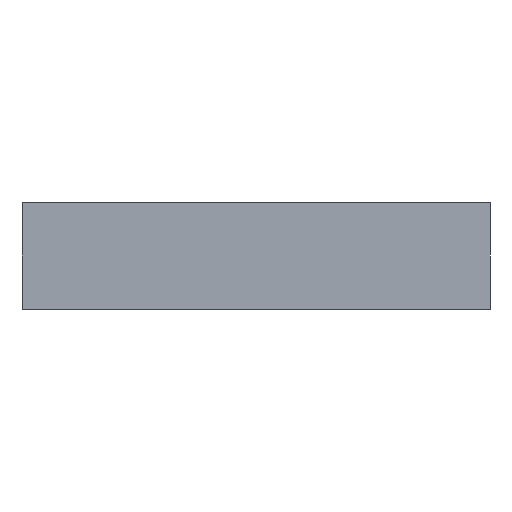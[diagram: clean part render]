
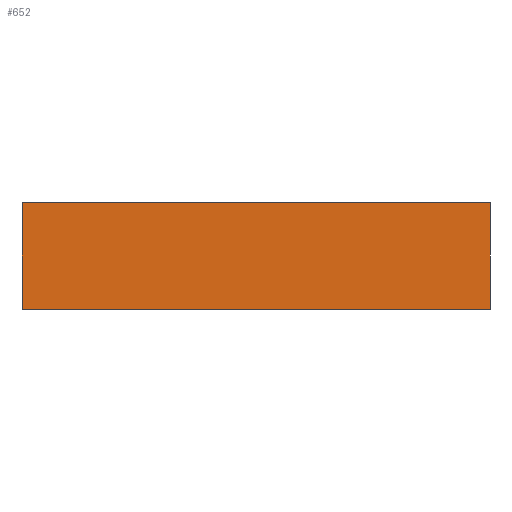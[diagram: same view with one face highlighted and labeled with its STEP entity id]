
A CAD part, front view. The second image highlights one B-rep face of the part: STEP entity #652.
In plain terms, the highlighted planar face has unit normal (0, -1, 0).
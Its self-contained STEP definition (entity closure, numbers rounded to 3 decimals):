
#11 = LINE ( 'NONE', #548, #79 ) ;
#36 = VERTEX_POINT ( 'NONE', #401 ) ;
#37 = EDGE_CURVE ( 'NONE', #332, #734, #738, .T. ) ;
#61 = DIRECTION ( 'NONE',  ( -1., 0., 0. ) ) ;
#68 = FACE_OUTER_BOUND ( 'NONE', #356, .T. ) ;
#79 = VECTOR ( 'NONE', #798, 1000. ) ;
#95 = EDGE_CURVE ( 'NONE', #661, #36, #172, .T. ) ;
#119 = ORIENTED_EDGE ( 'NONE', *, *, #294, .T. ) ;
#127 = CARTESIAN_POINT ( 'NONE',  ( -17.5, -50., 4. ) ) ;
#152 = CARTESIAN_POINT ( 'NONE',  ( -17.5, -50., 4. ) ) ;
#172 = LINE ( 'NONE', #443, #201 ) ;
#181 = CARTESIAN_POINT ( 'NONE',  ( -17.5, -50., -4. ) ) ;
#201 = VECTOR ( 'NONE', #374, 1000. ) ;
#253 = AXIS2_PLACEMENT_3D ( 'NONE', #127, #663, #61 ) ;
#281 = EDGE_CURVE ( 'NONE', #332, #661, #765, .T. ) ;
#294 = EDGE_CURVE ( 'NONE', #734, #36, #11, .T. ) ;
#310 = VECTOR ( 'NONE', #812, 1000. ) ;
#332 = VERTEX_POINT ( 'NONE', #576 ) ;
#356 = EDGE_LOOP ( 'NONE', ( #119, #601, #656, #825 ) ) ;
#374 = DIRECTION ( 'NONE',  ( 0., 0., -1. ) ) ;
#392 = PLANE ( 'NONE',  #253 ) ;
#401 = CARTESIAN_POINT ( 'NONE',  ( 17.5, -50., -4. ) ) ;
#424 = DIRECTION ( 'NONE',  ( 1., 0., 0. ) ) ;
#443 = CARTESIAN_POINT ( 'NONE',  ( 17.5, -50., 4. ) ) ;
#538 = CARTESIAN_POINT ( 'NONE',  ( -17.5, -50., 4. ) ) ;
#548 = CARTESIAN_POINT ( 'NONE',  ( -17.5, -50., -4. ) ) ;
#576 = CARTESIAN_POINT ( 'NONE',  ( -17.5, -50., 4. ) ) ;
#601 = ORIENTED_EDGE ( 'NONE', *, *, #95, .F. ) ;
#604 = CARTESIAN_POINT ( 'NONE',  ( 17.5, -50., 4. ) ) ;
#652 = ADVANCED_FACE ( 'NONE', ( #68 ), #392, .F. ) ;
#656 = ORIENTED_EDGE ( 'NONE', *, *, #281, .F. ) ;
#661 = VERTEX_POINT ( 'NONE', #604 ) ;
#663 = DIRECTION ( 'NONE',  ( 0., 1., 0. ) ) ;
#734 = VERTEX_POINT ( 'NONE', #181 ) ;
#738 = LINE ( 'NONE', #538, #310 ) ;
#765 = LINE ( 'NONE', #152, #816 ) ;
#798 = DIRECTION ( 'NONE',  ( 1., 0., 0. ) ) ;
#812 = DIRECTION ( 'NONE',  ( 0., 0., -1. ) ) ;
#816 = VECTOR ( 'NONE', #424, 1000. ) ;
#825 = ORIENTED_EDGE ( 'NONE', *, *, #37, .T. ) ;
